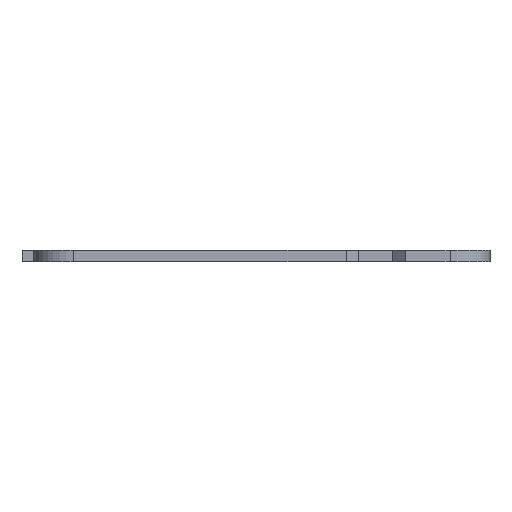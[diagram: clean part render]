
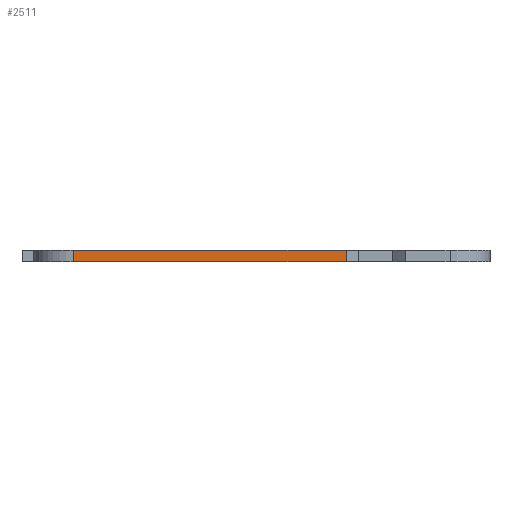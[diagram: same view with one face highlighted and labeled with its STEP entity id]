
A CAD part, front view. The second image highlights one B-rep face of the part: STEP entity #2511.
In plain terms, the highlighted planar face has unit normal (0, -1, 0).
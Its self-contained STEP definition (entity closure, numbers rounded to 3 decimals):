
#51=CARTESIAN_POINT('',(-16.5,-40.0,-0.5));
#52=VERTEX_POINT('',#51);
#60=CARTESIAN_POINT('',(-16.5,-40.0,0.5));
#61=VERTEX_POINT('',#60);
#62=CARTESIAN_POINT('',(-16.5,-40.0,-0.5));
#63=DIRECTION('',(0.0,0.0,1.0));
#64=VECTOR('',#63,1.0);
#65=LINE('',#62,#64);
#66=EDGE_CURVE('',#52,#61,#65,.T.);
#123=CARTESIAN_POINT('',(7.4,-40.0,0.5));
#124=VERTEX_POINT('',#123);
#125=CARTESIAN_POINT('',(7.4,-40.0,0.5));
#126=DIRECTION('',(-1.0,0.0,0.0));
#127=VECTOR('',#126,23.9);
#128=LINE('',#125,#127);
#129=EDGE_CURVE('',#124,#61,#128,.T.);
#1324=CARTESIAN_POINT('',(7.4,-40.0,-0.5));
#1325=VERTEX_POINT('',#1324);
#1332=CARTESIAN_POINT('',(-16.5,-40.0,-0.5));
#1333=DIRECTION('',(1.0,0.0,0.0));
#1334=VECTOR('',#1333,23.9);
#1335=LINE('',#1332,#1334);
#1336=EDGE_CURVE('',#52,#1325,#1335,.T.);
#2229=CARTESIAN_POINT('',(7.4,-40.0,-0.5));
#2230=DIRECTION('',(0.0,0.0,1.0));
#2231=VECTOR('',#2230,1.0);
#2232=LINE('',#2229,#2231);
#2233=EDGE_CURVE('',#1325,#124,#2232,.T.);
#2500=CARTESIAN_POINT('',(20.0,-40.0,0.0));
#2501=DIRECTION('',(0.0,-1.0,0.0));
#2502=DIRECTION('',(0.0,0.0,-1.0));
#2503=AXIS2_PLACEMENT_3D('',#2500,#2501,#2502);
#2504=PLANE('',#2503);
#2505=ORIENTED_EDGE('',*,*,#66,.F.);
#2506=ORIENTED_EDGE('',*,*,#1336,.T.);
#2507=ORIENTED_EDGE('',*,*,#2233,.T.);
#2508=ORIENTED_EDGE('',*,*,#129,.T.);
#2509=EDGE_LOOP('',(#2505,#2506,#2507,#2508));
#2510=FACE_OUTER_BOUND('',#2509,.T.);
#2511=ADVANCED_FACE('',(#2510),#2504,.T.);
